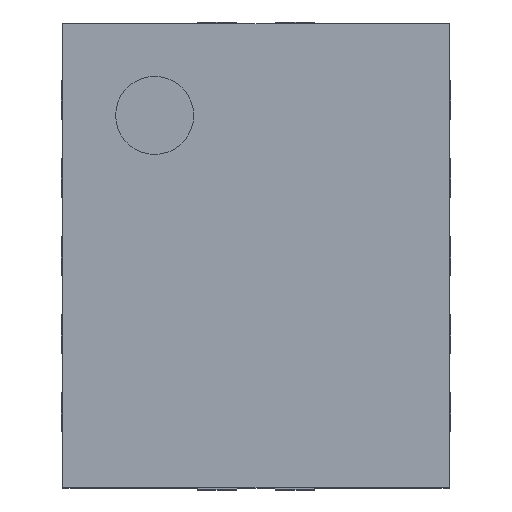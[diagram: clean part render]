
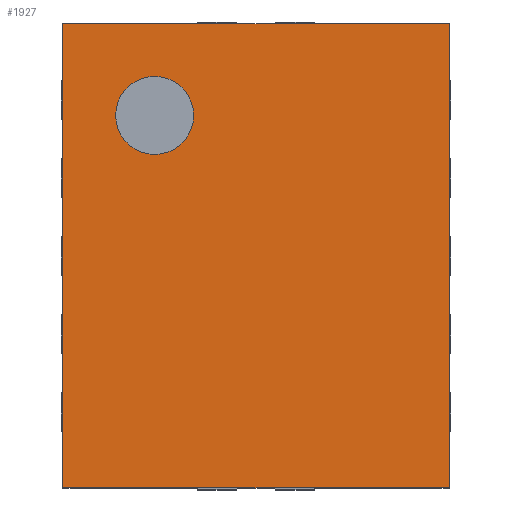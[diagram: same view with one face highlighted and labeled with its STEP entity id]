
A CAD part, top view. The second image highlights one B-rep face of the part: STEP entity #1927.
In plain terms, the highlighted planar face has unit normal (0, 0, 1).
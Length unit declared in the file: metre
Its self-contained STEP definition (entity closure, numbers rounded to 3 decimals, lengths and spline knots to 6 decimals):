
#138=LINE('',#2983,#389);
#139=LINE('',#2986,#390);
#140=LINE('',#2988,#391);
#141=LINE('',#2990,#392);
#389=VECTOR('',#2422,1.);
#390=VECTOR('',#2423,1.);
#391=VECTOR('',#2424,1.);
#392=VECTOR('',#2425,1.);
#700=ORIENTED_EDGE('',*,*,#1092,.T.);
#701=ORIENTED_EDGE('',*,*,#1233,.F.);
#702=ORIENTED_EDGE('',*,*,#1234,.T.);
#703=ORIENTED_EDGE('',*,*,#1235,.T.);
#704=ORIENTED_EDGE('',*,*,#1236,.F.);
#1092=EDGE_CURVE('',#1373,#1373,#1561,.T.);
#1233=EDGE_CURVE('',#1486,#1487,#138,.T.);
#1234=EDGE_CURVE('',#1486,#1488,#139,.T.);
#1235=EDGE_CURVE('',#1488,#1489,#140,.T.);
#1236=EDGE_CURVE('',#1487,#1489,#141,.T.);
#1373=VERTEX_POINT('',#2687);
#1486=VERTEX_POINT('',#2984);
#1487=VERTEX_POINT('',#2985);
#1488=VERTEX_POINT('',#2987);
#1489=VERTEX_POINT('',#2989);
#1561=CIRCLE('',#2047,0.00025);
#1635=EDGE_LOOP('',(#700));
#1636=EDGE_LOOP('',(#701,#702,#703,#704));
#1736=FACE_BOUND('',#1635,.T.);
#1737=FACE_BOUND('',#1636,.T.);
#1835=PLANE('',#2104);
#1927=ADVANCED_FACE('',(#1736,#1737),#1835,.T.);
#2047=AXIS2_PLACEMENT_3D('',#2686,#2180,#2181);
#2104=AXIS2_PLACEMENT_3D('',#2982,#2420,#2421);
#2180=DIRECTION('',(0.,0.,-1.));
#2181=DIRECTION('',(0.,-1.,0.));
#2420=DIRECTION('',(0.,0.,1.));
#2421=DIRECTION('',(0.,-1.,0.));
#2422=DIRECTION('',(1.,0.,0.));
#2423=DIRECTION('',(0.,-1.,0.));
#2424=DIRECTION('',(1.,0.,0.));
#2425=DIRECTION('',(0.,-1.,0.));
#2686=CARTESIAN_POINT('',(-0.00065,0.0009,0.000875));
#2687=CARTESIAN_POINT('',(-0.00065,0.00065,0.000875));
#2982=CARTESIAN_POINT('',(-0.002488,0.002488,0.000875));
#2983=CARTESIAN_POINT('',(-0.002488,0.001488,0.000875));
#2984=CARTESIAN_POINT('',(-0.001238,0.001488,0.000875));
#2985=CARTESIAN_POINT('',(0.001238,0.001488,0.000875));
#2986=CARTESIAN_POINT('',(-0.001238,0.002488,0.000875));
#2987=CARTESIAN_POINT('',(-0.001238,-0.001488,0.000875));
#2988=CARTESIAN_POINT('',(-0.002488,-0.001488,0.000875));
#2989=CARTESIAN_POINT('',(0.001238,-0.001488,0.000875));
#2990=CARTESIAN_POINT('',(0.001238,0.002488,0.000875));
